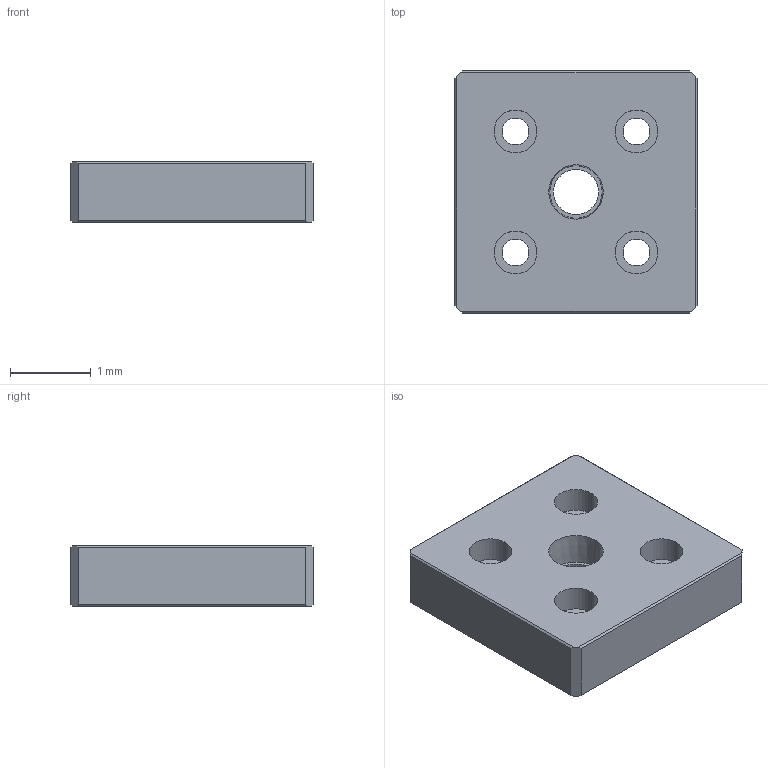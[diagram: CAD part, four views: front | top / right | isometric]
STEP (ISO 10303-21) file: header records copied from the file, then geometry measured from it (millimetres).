
FILE_DESCRIPTION((''),'2;1');
FILE_NAME('15AC8711.stp','2015-07-20T10:23:42',(''),(''),'Mechanical Desktop 2011','Mechanical Desktop 2011',', , ');
FILE_SCHEMA(('CONFIG_CONTROL_DESIGN'));
Length unit declared in the file: millimetre
Products named in the file (1): Product
Bounding box: 3 x 3 x 0.75 mm (x, y, z)
Volume: 6.1 mm3; surface area: 30.8 mm2
Topology: 1 solids, 1 shells, 46 faces, 114 edges, 76 vertices
Faces by surface type: plane 24, cylinder 18, cone 2, torus 2
Entity records: 1499 total; most frequent: DIRECTION 254, CARTESIAN_POINT 237, ORIENTED_EDGE 228, EDGE_CURVE 114, AXIS2_PLACEMENT_3D 93, VERTEX_POINT 76, VECTOR 68, LINE 68
